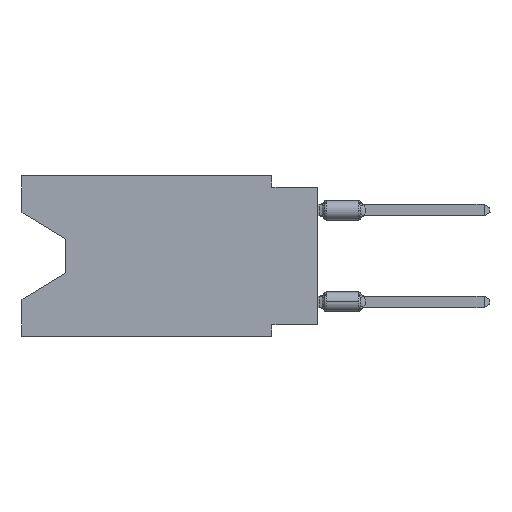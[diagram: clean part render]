
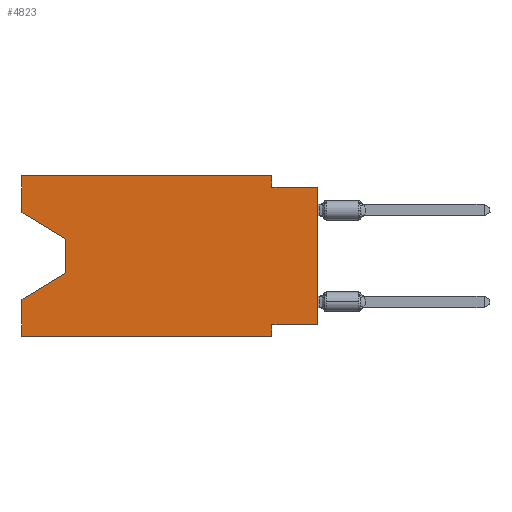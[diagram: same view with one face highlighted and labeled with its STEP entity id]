
A CAD part, left-side view. The second image highlights one B-rep face of the part: STEP entity #4823.
In plain terms, the highlighted planar face has unit normal (-1, 0, 0).
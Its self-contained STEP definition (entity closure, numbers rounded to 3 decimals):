
#145 = LINE ( 'NONE', #3372, #171 ) ;
#171 = VECTOR ( 'NONE', #12439, 1000. ) ;
#361 = VERTEX_POINT ( 'NONE', #1894 ) ;
#624 = EDGE_CURVE ( 'NONE', #20119, #34635, #31464, .T. ) ;
#954 = DIRECTION ( 'NONE',  ( 0., 0., 1. ) ) ;
#1137 = VECTOR ( 'NONE', #7659, 1000. ) ;
#1399 = VERTEX_POINT ( 'NONE', #31159 ) ;
#1402 = VERTEX_POINT ( 'NONE', #33784 ) ;
#1600 = ORIENTED_EDGE ( 'NONE', *, *, #624, .F. ) ;
#1670 = LINE ( 'NONE', #28658, #23502 ) ;
#1894 = CARTESIAN_POINT ( 'NONE',  ( 0., 13.97, -3.505 ) ) ;
#2023 = PLANE ( 'NONE',  #18407 ) ;
#2242 = CARTESIAN_POINT ( 'NONE',  ( 0., 2.54, -8.89 ) ) ;
#3372 = CARTESIAN_POINT ( 'NONE',  ( 0., 0., -0.635 ) ) ;
#4220 = EDGE_CURVE ( 'NONE', #361, #15699, #1670, .T. ) ;
#4331 = ORIENTED_EDGE ( 'NONE', *, *, #32610, .F. ) ;
#4823 = ADVANCED_FACE ( 'NONE', ( #8070 ), #2023, .F. ) ;
#4971 = VECTOR ( 'NONE', #17704, 1000. ) ;
#5217 = CARTESIAN_POINT ( 'NONE',  ( 0., 2.54, -0.635 ) ) ;
#5749 = VECTOR ( 'NONE', #954, 1000. ) ;
#6334 = CARTESIAN_POINT ( 'NONE',  ( 0., 2.54, -8.255 ) ) ;
#7229 = VECTOR ( 'NONE', #27644, 1000. ) ;
#7659 = DIRECTION ( 'NONE',  ( 0., -0.855, -0.519 ) ) ;
#7807 = DIRECTION ( 'NONE',  ( 0., 0., 1. ) ) ;
#8013 = LINE ( 'NONE', #38416, #25289 ) ;
#8070 = FACE_OUTER_BOUND ( 'NONE', #20904, .T. ) ;
#8317 = EDGE_CURVE ( 'NONE', #1399, #38600, #8510, .T. ) ;
#8450 = LINE ( 'NONE', #20738, #4971 ) ;
#8510 = LINE ( 'NONE', #24593, #20448 ) ;
#8631 = EDGE_CURVE ( 'NONE', #1399, #361, #20350, .T. ) ;
#9058 = CARTESIAN_POINT ( 'NONE',  ( 0., 16.383, -8.89 ) ) ;
#9410 = ORIENTED_EDGE ( 'NONE', *, *, #8631, .T. ) ;
#9652 = ORIENTED_EDGE ( 'NONE', *, *, #10866, .F. ) ;
#10035 = EDGE_CURVE ( 'NONE', #22111, #23069, #24170, .T. ) ;
#10136 = EDGE_CURVE ( 'NONE', #20119, #20098, #24948, .T. ) ;
#10509 = CARTESIAN_POINT ( 'NONE',  ( 0., 0., -0.635 ) ) ;
#10866 = EDGE_CURVE ( 'NONE', #1402, #28641, #22818, .T. ) ;
#11575 = VECTOR ( 'NONE', #32062, 1000. ) ;
#12439 = DIRECTION ( 'NONE',  ( 0., -1., 0. ) ) ;
#15679 = CARTESIAN_POINT ( 'NONE',  ( 0., 0., 0. ) ) ;
#15699 = VERTEX_POINT ( 'NONE', #21223 ) ;
#16840 = CARTESIAN_POINT ( 'NONE',  ( 0., 16.383, -8.89 ) ) ;
#17391 = LINE ( 'NONE', #35925, #24080 ) ;
#17704 = DIRECTION ( 'NONE',  ( 0., 0.855, -0.519 ) ) ;
#18157 = ORIENTED_EDGE ( 'NONE', *, *, #26876, .F. ) ;
#18308 = DIRECTION ( 'NONE',  ( 0., -1., 0. ) ) ;
#18407 = AXIS2_PLACEMENT_3D ( 'NONE', #23385, #26398, #29818 ) ;
#20098 = VERTEX_POINT ( 'NONE', #10509 ) ;
#20119 = VERTEX_POINT ( 'NONE', #20777 ) ;
#20260 = ORIENTED_EDGE ( 'NONE', *, *, #21904, .T. ) ;
#20350 = LINE ( 'NONE', #23369, #1137 ) ;
#20448 = VECTOR ( 'NONE', #39297, 1000. ) ;
#20738 = CARTESIAN_POINT ( 'NONE',  ( 0., 13.97, -5.385 ) ) ;
#20777 = CARTESIAN_POINT ( 'NONE',  ( 0., 0., -8.255 ) ) ;
#20904 = EDGE_LOOP ( 'NONE', ( #9410, #23657, #20260, #18157, #25347, #4331, #1600, #28957, #26737, #9652, #23584, #38157 ) ) ;
#21223 = CARTESIAN_POINT ( 'NONE',  ( 0., 13.97, -5.385 ) ) ;
#21904 = EDGE_CURVE ( 'NONE', #15699, #26716, #8450, .T. ) ;
#22111 = VERTEX_POINT ( 'NONE', #16840 ) ;
#22729 = CARTESIAN_POINT ( 'NONE',  ( 0., 16.383, -6.852 ) ) ;
#22818 = LINE ( 'NONE', #35287, #11575 ) ;
#23043 = DIRECTION ( 'NONE',  ( 0., 0., -1. ) ) ;
#23069 = VERTEX_POINT ( 'NONE', #28314 ) ;
#23369 = CARTESIAN_POINT ( 'NONE',  ( 0., 16.383, -2.038 ) ) ;
#23385 = CARTESIAN_POINT ( 'NONE',  ( 0., 16.383, 0. ) ) ;
#23502 = VECTOR ( 'NONE', #23043, 1000. ) ;
#23584 = ORIENTED_EDGE ( 'NONE', *, *, #27811, .F. ) ;
#23657 = ORIENTED_EDGE ( 'NONE', *, *, #4220, .T. ) ;
#24080 = VECTOR ( 'NONE', #32896, 1000. ) ;
#24170 = LINE ( 'NONE', #9058, #25692 ) ;
#24593 = CARTESIAN_POINT ( 'NONE',  ( 0., 16.383, 0. ) ) ;
#24948 = LINE ( 'NONE', #15679, #5749 ) ;
#25289 = VECTOR ( 'NONE', #7807, 1000. ) ;
#25347 = ORIENTED_EDGE ( 'NONE', *, *, #10035, .T. ) ;
#25692 = VECTOR ( 'NONE', #18308, 1000. ) ;
#26398 = DIRECTION ( 'NONE',  ( 1., 0., 0. ) ) ;
#26716 = VERTEX_POINT ( 'NONE', #22729 ) ;
#26737 = ORIENTED_EDGE ( 'NONE', *, *, #33365, .F. ) ;
#26876 = EDGE_CURVE ( 'NONE', #22111, #26716, #8013, .T. ) ;
#27644 = DIRECTION ( 'NONE',  ( 0., 1., 0. ) ) ;
#27811 = EDGE_CURVE ( 'NONE', #38600, #1402, #17391, .T. ) ;
#28314 = CARTESIAN_POINT ( 'NONE',  ( 0., 2.54, -8.89 ) ) ;
#28641 = VERTEX_POINT ( 'NONE', #5217 ) ;
#28658 = CARTESIAN_POINT ( 'NONE',  ( 0., 13.97, -3.505 ) ) ;
#28957 = ORIENTED_EDGE ( 'NONE', *, *, #10136, .T. ) ;
#29818 = DIRECTION ( 'NONE',  ( 0., 0., -1. ) ) ;
#30359 = VECTOR ( 'NONE', #38479, 1000. ) ;
#31159 = CARTESIAN_POINT ( 'NONE',  ( 0., 16.383, -2.038 ) ) ;
#31464 = LINE ( 'NONE', #33689, #7229 ) ;
#32062 = DIRECTION ( 'NONE',  ( 0., 0., -1. ) ) ;
#32610 = EDGE_CURVE ( 'NONE', #34635, #23069, #37726, .T. ) ;
#32896 = DIRECTION ( 'NONE',  ( 0., -1., 0. ) ) ;
#33122 = CARTESIAN_POINT ( 'NONE',  ( 0., 16.383, 0. ) ) ;
#33365 = EDGE_CURVE ( 'NONE', #28641, #20098, #145, .T. ) ;
#33689 = CARTESIAN_POINT ( 'NONE',  ( 0., 0., -8.255 ) ) ;
#33784 = CARTESIAN_POINT ( 'NONE',  ( 0., 2.54, 0. ) ) ;
#34635 = VERTEX_POINT ( 'NONE', #6334 ) ;
#35287 = CARTESIAN_POINT ( 'NONE',  ( 0., 2.54, 0. ) ) ;
#35925 = CARTESIAN_POINT ( 'NONE',  ( 0., 16.383, 0. ) ) ;
#37726 = LINE ( 'NONE', #2242, #30359 ) ;
#38157 = ORIENTED_EDGE ( 'NONE', *, *, #8317, .F. ) ;
#38416 = CARTESIAN_POINT ( 'NONE',  ( 0., 16.383, 0. ) ) ;
#38479 = DIRECTION ( 'NONE',  ( 0., 0., -1. ) ) ;
#38600 = VERTEX_POINT ( 'NONE', #33122 ) ;
#39297 = DIRECTION ( 'NONE',  ( 0., 0., 1. ) ) ;
